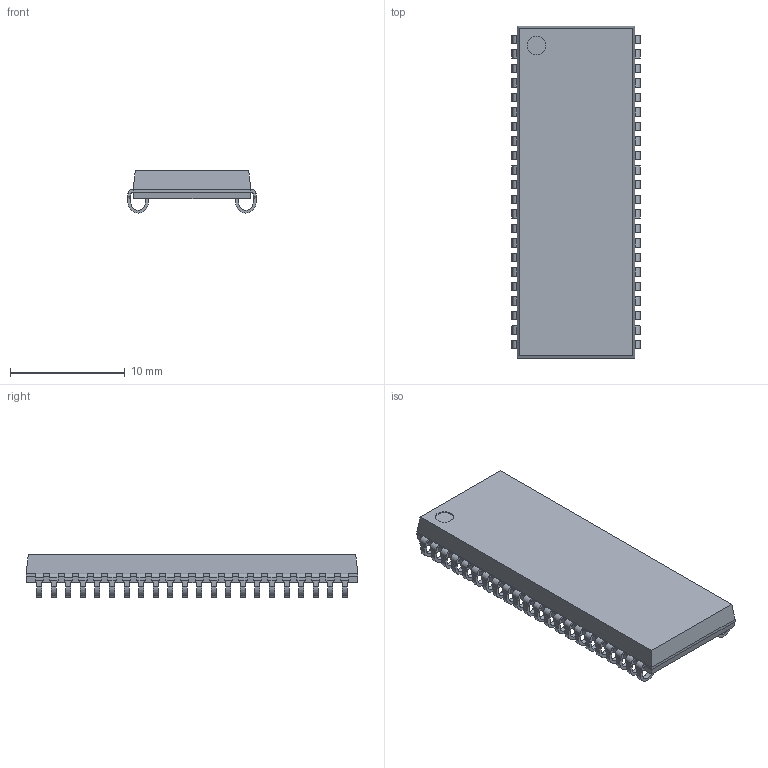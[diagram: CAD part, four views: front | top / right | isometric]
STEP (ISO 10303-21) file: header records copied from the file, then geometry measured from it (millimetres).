
FILE_DESCRIPTION((''),'2;1');
FILE_NAME('SOJ127P1118X376-44N.stp','2012-10-23T13:16:53',(''),(''),'Mechanical Desktop 2011','Mechanical Desktop 2011',', , ');
FILE_SCHEMA(('AUTOMOTIVE_DESIGN { 1 2 10303 214 1 1 1 1 }'));
Length unit declared in the file: millimetre
Products named in the file (1): Product
Bounding box: 11.18 x 28.98 x 3.68 mm (x, y, z)
Volume: 726.9 mm3; surface area: 1062.5 mm2
Topology: 89 solids, 89 shells, 985 faces, 2410 edges, 1604 vertices
Faces by surface type: bspline 484, plane 411, cylinder 90
Entity records: 29784 total; most frequent: CARTESIAN_POINT 7684, ORIENTED_EDGE 4820, DIRECTION 3770, EDGE_CURVE 2410, VECTOR 2054, LINE 2054, VERTEX_POINT 1604, EDGE_LOOP 986
